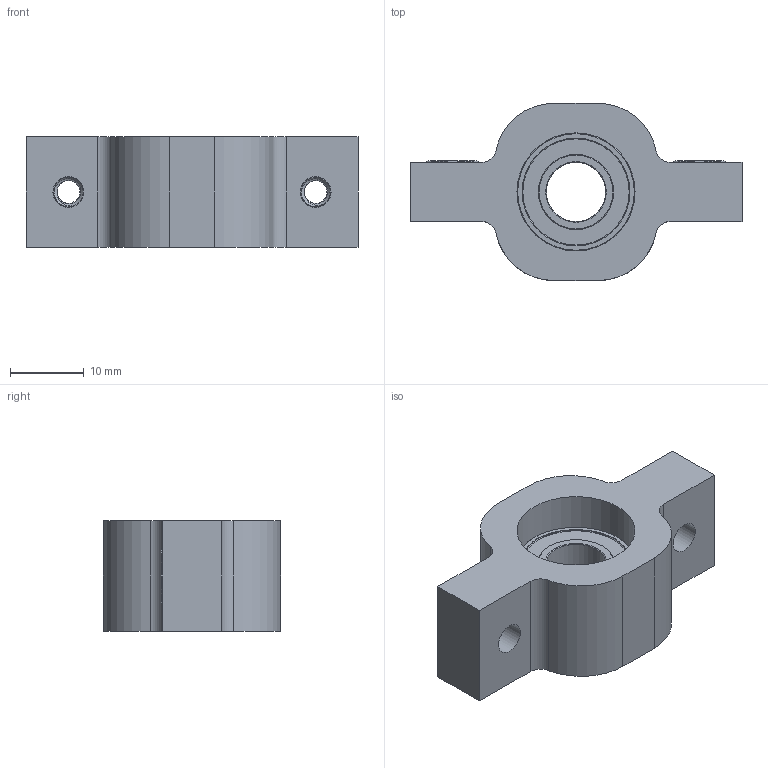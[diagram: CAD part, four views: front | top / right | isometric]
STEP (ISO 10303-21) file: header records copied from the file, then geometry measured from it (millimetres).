
FILE_DESCRIPTION(/* description */ (''),/* implementation_level */ '2;1');
FILE_NAME(/* name */ 'Spanning v6.step',/* time_stamp */ '2019-09-14T09:58:57+02:00',/* author */ (''),/* organization */ (''),/* preprocessor_version */ 'ST-DEVELOPER v18',/* originating_system */ 'Autodesk Translation Framework v8.6.0.1094',/* authorisation */ '');
FILE_SCHEMA (('AUTOMOTIVE_DESIGN { 1 0 10303 214 3 1 1 }'));
Length unit declared in the file: millimetre
Products named in the file (3): Spanning; 688shielded; M4_Nut
Assembly tree (3 placements, depth 2):
  Spanning
    688shielded
    M4_Nut  x2
Bounding box: 45 x 24 x 15 mm (x, y, z)
Volume: 7548.6 mm3; surface area: 5631.1 mm2
Topology: 7 solids, 7 shells, 139 faces, 315 edges, 197 vertices
Faces by surface type: plane 53, cylinder 42, cone 40, bspline 4
Full cylindrical faces by diameter (mm): 3.091 x4, 4 x6, 4.2 x2, 8 x1, 10.2 x4, 10.8 x1, 11.2 x1, 11.8 x1, 13 x1, 14.4 x1, 15 x2, 16 x2
Entity records: 3774 total; most frequent: CARTESIAN_POINT 1379, DIRECTION 477, ORIENTED_EDGE 464, EDGE_CURVE 232, AXIS2_PLACEMENT_3D 185, VERTEX_POINT 147, EDGE_LOOP 127, LINE 107
